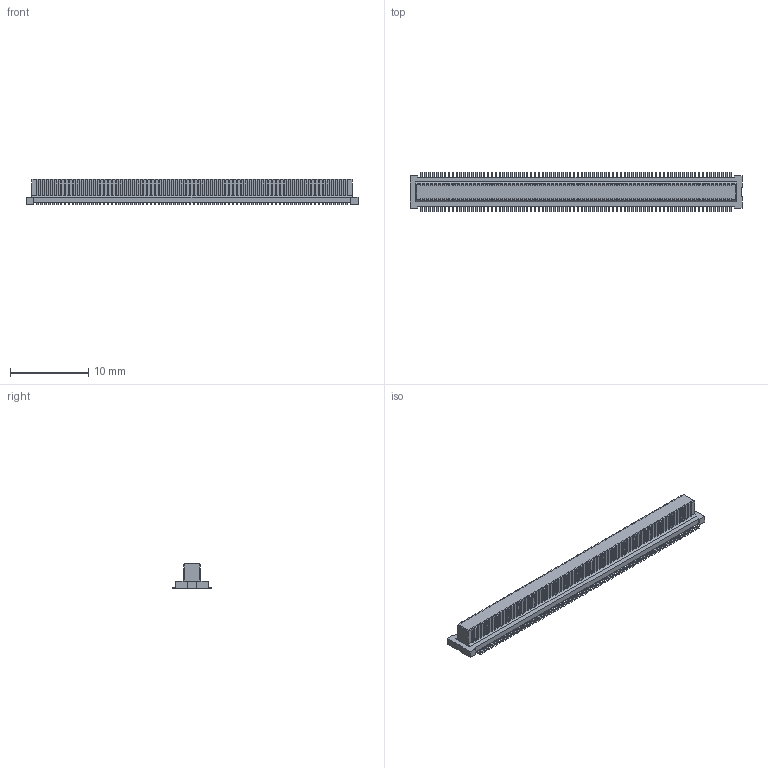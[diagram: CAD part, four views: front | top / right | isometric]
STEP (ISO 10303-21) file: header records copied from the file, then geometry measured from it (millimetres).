
FILE_DESCRIPTION (( 'STEP AP214' ), '1' );
FILE_NAME ('axk6sa6487y.stp', '2007-10-17T04:13:45', ( '' ), ( 'PanasonicCorporation' ), '', '', '' );
FILE_SCHEMA (( 'AUTOMOTIVE_DESIGN' ));
Length unit declared in the file: millimetre
Products named in the file (1): axk6sa6487y
Bounding box: 42.5 x 5 x 3.3 mm (x, y, z)
Volume: 324.1 mm3; surface area: 755.2 mm2
Topology: 1 solids, 1 shells, 2919 faces, 8262 edges, 5506 vertices
Faces by surface type: plane 2759, cylinder 160
Entity records: 92871 total; most frequent: CARTESIAN_POINT 16688, ORIENTED_EDGE 16524, DIRECTION 14422, EDGE_CURVE 8262, VECTOR 7942, LINE 7942, VERTEX_POINT 5506, AXIS2_PLACEMENT_3D 3240
